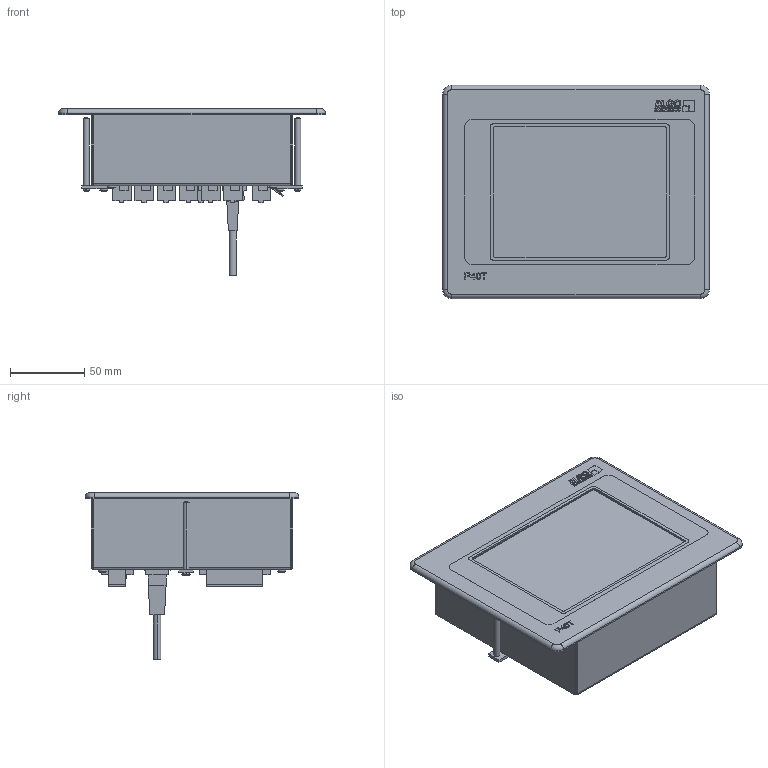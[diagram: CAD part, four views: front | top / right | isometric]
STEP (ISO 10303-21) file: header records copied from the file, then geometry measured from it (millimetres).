
FILE_DESCRIPTION (( 'STEP AP214' ), '1' );
FILE_NAME ('P40T.STEP', '2019-06-27T06:21:32', ( '' ), ( '' ), 'SwSTEP 2.0', 'SolidWorks 2016', '' );
FILE_SCHEMA (( 'AUTOMOTIVE_DESIGN' ));
Length unit declared in the file: millimetre
Products named in the file (9): 12_37_00_003_Dichtung_P40T; Linsenkopfschraube_M3x6; Gehaeusehalterung_P40T; 12_37_00_002_Halteblech_P40T; Platine_P40_T; Gehäuseschale_P40T; 12_37_00_001_Frontplatte_P40T~a; P40T_Display; P40T
Assembly tree (15 placements, depth 2):
  P40T
    12_37_00_001_Frontplatte_P40T~a
    P40T_Display
    12_37_00_003_Dichtung_P40T
    Gehäuseschale_P40T
    12_37_00_002_Halteblech_P40T  x2
    Gehaeusehalterung_P40T  x2
    Linsenkopfschraube_M3x6  x6
    Platine_P40_T
Bounding box: 180 x 144 x 112.53 mm (x, y, z)
Volume: 217050.1 mm3; surface area: 301131.5 mm2
Topology: 45 solids, 48 shells, 1288 faces, 3143 edges, 2080 vertices
Faces by surface type: plane 844, cylinder 334, bspline 72, cone 22, sphere 12, torus 4
Entity records: 47429 total; most frequent: CARTESIAN_POINT 10127, ORIENTED_EDGE 5452, DIRECTION 5343, EDGE_CURVE 2730, LINE 1965, VECTOR 1965, VERTEX_POINT 1809, AXIS2_PLACEMENT_3D 1689
